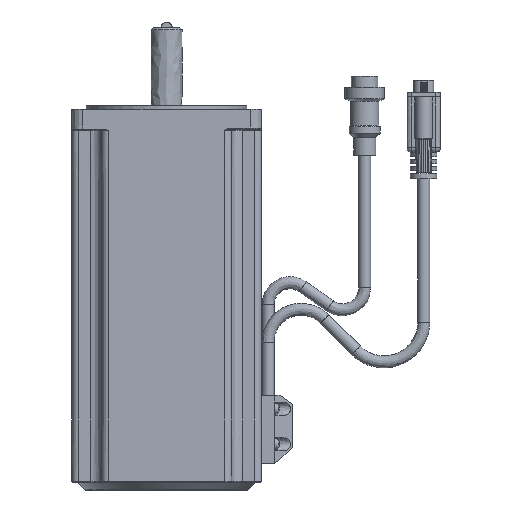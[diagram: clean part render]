
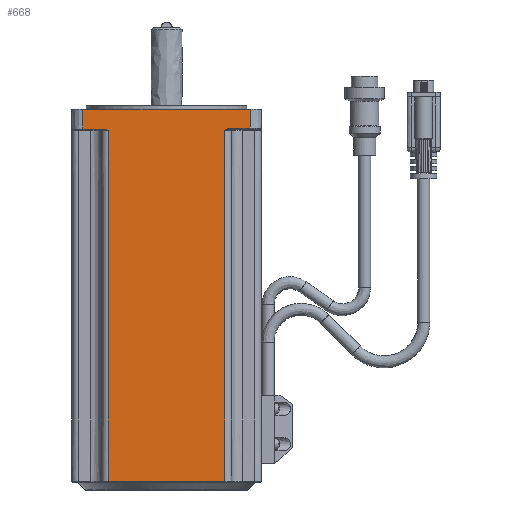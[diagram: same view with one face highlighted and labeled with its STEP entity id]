
A CAD part, left-side view. The second image highlights one B-rep face of the part: STEP entity #668.
In plain terms, the highlighted free-form (B-spline) face has degree [1, 1] with [2, 2] control points.
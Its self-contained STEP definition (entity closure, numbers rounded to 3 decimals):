
#271 = VERTEX_POINT('',#272);
#272 = CARTESIAN_POINT('',(-44.016,38.889,
    173.191));
#281 = EDGE_CURVE('',#271,#282,#284,.T.);
#282 = VERTEX_POINT('',#283);
#283 = CARTESIAN_POINT('',(-44.016,-38.889,
    173.191));
#284 = B_SPLINE_CURVE_WITH_KNOTS('',1,(#285,#286),.UNSPECIFIED.,.F.,.F.,
  (2,2),(5.,80.85),.PIECEWISE_BEZIER_KNOTS.);
#285 = CARTESIAN_POINT('',(-44.016,38.889,
    173.191));
#286 = CARTESIAN_POINT('',(-44.016,-38.889,
    173.191));
#668 = ADVANCED_FACE('',(#669),#776,.F.);
#669 = FACE_BOUND('',#670,.T.);
#670 = EDGE_LOOP('',(#671,#682,#691,#709,#716,#723,#724,#733,#740,#751,
    #760,#769));
#671 = ORIENTED_EDGE('',*,*,#672,.T.);
#672 = EDGE_CURVE('',#673,#675,#677,.T.);
#673 = VERTEX_POINT('',#674);
#674 = CARTESIAN_POINT('',(-44.016,-27.096,
    163.45));
#675 = VERTEX_POINT('',#676);
#676 = CARTESIAN_POINT('',(-44.015,-27.176,
    163.485));
#677 = B_SPLINE_CURVE_WITH_KNOTS('',3,(#678,#679,#680,#681),
  .UNSPECIFIED.,.F.,.F.,(4,4),(0.,1.),.PIECEWISE_BEZIER_KNOTS.);
#678 = CARTESIAN_POINT('',(-44.016,-27.096,
    163.45));
#679 = CARTESIAN_POINT('',(-44.016,-27.123,
    163.462));
#680 = CARTESIAN_POINT('',(-44.016,-27.149,
    163.473));
#681 = CARTESIAN_POINT('',(-44.016,-27.176,
    163.485));
#682 = ORIENTED_EDGE('',*,*,#683,.T.);
#683 = EDGE_CURVE('',#675,#684,#686,.T.);
#684 = VERTEX_POINT('',#685);
#685 = CARTESIAN_POINT('',(-44.016,-27.162,
    163.519));
#686 = B_SPLINE_CURVE_WITH_KNOTS('',3,(#687,#688,#689,#690),
  .UNSPECIFIED.,.F.,.F.,(4,4),(0.,1.),.PIECEWISE_BEZIER_KNOTS.);
#687 = CARTESIAN_POINT('',(-44.016,-27.176,
    163.485));
#688 = CARTESIAN_POINT('',(-44.016,-27.172,
    163.496));
#689 = CARTESIAN_POINT('',(-44.016,-27.167,
    163.508));
#690 = CARTESIAN_POINT('',(-44.016,-27.162,
    163.519));
#691 = ORIENTED_EDGE('',*,*,#692,.T.);
#692 = EDGE_CURVE('',#684,#693,#695,.T.);
#693 = VERTEX_POINT('',#694);
#694 = CARTESIAN_POINT('',(-44.016,-29.608,
    164.475));
#695 = B_SPLINE_CURVE_WITH_KNOTS('',3,(#696,#697,#698,#699,#700,#701,
    #702,#703,#704,#705,#706,#707,#708),.UNSPECIFIED.,.F.,.F.,(4,3,3,3,4
    ),(0.,0.083,0.39,0.689,1.),
  .UNSPECIFIED.);
#696 = CARTESIAN_POINT('',(-44.016,-27.162,
    163.519));
#697 = CARTESIAN_POINT('',(-44.016,-27.23,
    163.547));
#698 = CARTESIAN_POINT('',(-44.016,-27.296,
    163.58));
#699 = CARTESIAN_POINT('',(-44.016,-27.36,
    163.617));
#700 = CARTESIAN_POINT('',(-44.016,-27.595,
    163.754));
#701 = CARTESIAN_POINT('',(-44.016,-27.825,
    163.901));
#702 = CARTESIAN_POINT('',(-44.016,-28.066,
    164.026));
#703 = CARTESIAN_POINT('',(-44.016,-28.302,
    164.149));
#704 = CARTESIAN_POINT('',(-44.016,-28.546,
    164.258));
#705 = CARTESIAN_POINT('',(-44.016,-28.799,
    164.339));
#706 = CARTESIAN_POINT('',(-44.016,-29.059,
    164.422));
#707 = CARTESIAN_POINT('',(-44.016,-29.334,
    164.475));
#708 = CARTESIAN_POINT('',(-44.016,-29.608,
    164.475));
#709 = ORIENTED_EDGE('',*,*,#710,.T.);
#710 = EDGE_CURVE('',#693,#711,#713,.T.);
#711 = VERTEX_POINT('',#712);
#712 = CARTESIAN_POINT('',(-44.016,-38.889,
    164.475));
#713 = B_SPLINE_CURVE_WITH_KNOTS('',1,(#714,#715),.UNSPECIFIED.,.F.,.F.,
  (2,2),(58.299,67.35),.PIECEWISE_BEZIER_KNOTS.);
#714 = CARTESIAN_POINT('',(-44.016,-29.608,
    164.475));
#715 = CARTESIAN_POINT('',(-44.016,-38.889,
    164.475));
#716 = ORIENTED_EDGE('',*,*,#717,.T.);
#717 = EDGE_CURVE('',#711,#282,#718,.T.);
#718 = B_SPLINE_CURVE_WITH_KNOTS('',3,(#719,#720,#721,#722),
  .UNSPECIFIED.,.F.,.F.,(4,4),(0.,1.),.PIECEWISE_BEZIER_KNOTS.);
#719 = CARTESIAN_POINT('',(-44.016,-38.889,
    164.475));
#720 = CARTESIAN_POINT('',(-44.016,-38.889,
    167.381));
#721 = CARTESIAN_POINT('',(-44.016,-38.889,
    170.286));
#722 = CARTESIAN_POINT('',(-44.016,-38.889,
    173.191));
#723 = ORIENTED_EDGE('',*,*,#281,.F.);
#724 = ORIENTED_EDGE('',*,*,#725,.T.);
#725 = EDGE_CURVE('',#271,#726,#728,.T.);
#726 = VERTEX_POINT('',#727);
#727 = CARTESIAN_POINT('',(-44.016,38.889,
    163.963));
#728 = B_SPLINE_CURVE_WITH_KNOTS('',3,(#729,#730,#731,#732),
  .UNSPECIFIED.,.F.,.F.,(4,4),(0.,1.),.PIECEWISE_BEZIER_KNOTS.);
#729 = CARTESIAN_POINT('',(-44.016,38.889,
    173.191));
#730 = CARTESIAN_POINT('',(-44.016,38.889,
    170.115));
#731 = CARTESIAN_POINT('',(-44.016,38.889,
    167.039));
#732 = CARTESIAN_POINT('',(-44.016,38.889,
    163.963));
#733 = ORIENTED_EDGE('',*,*,#734,.T.);
#734 = EDGE_CURVE('',#726,#735,#737,.T.);
#735 = VERTEX_POINT('',#736);
#736 = CARTESIAN_POINT('',(-44.016,28.944,
    163.963));
#737 = B_SPLINE_CURVE_WITH_KNOTS('',1,(#738,#739),.UNSPECIFIED.,.F.,.F.,
  (2,2),(5.,14.698),.PIECEWISE_BEZIER_KNOTS.);
#738 = CARTESIAN_POINT('',(-44.016,38.889,
    163.963));
#739 = CARTESIAN_POINT('',(-44.016,28.944,
    163.963));
#740 = ORIENTED_EDGE('',*,*,#741,.T.);
#741 = EDGE_CURVE('',#735,#742,#744,.T.);
#742 = VERTEX_POINT('',#743);
#743 = CARTESIAN_POINT('',(-44.015,27.096,
    163.45));
#744 = B_SPLINE_CURVE_WITH_KNOTS('',3,(#745,#746,#747,#748,#749,#750),
  .UNSPECIFIED.,.F.,.F.,(4,2,4),(0.,0.5,1.),.UNSPECIFIED.);
#745 = CARTESIAN_POINT('',(-44.016,28.944,
    163.963));
#746 = CARTESIAN_POINT('',(-44.016,28.677,
    163.963));
#747 = CARTESIAN_POINT('',(-44.016,28.313,
    163.89));
#748 = CARTESIAN_POINT('',(-44.016,27.684,
    163.691));
#749 = CARTESIAN_POINT('',(-44.016,27.383,
    163.578));
#750 = CARTESIAN_POINT('',(-44.016,27.096,
    163.45));
#751 = ORIENTED_EDGE('',*,*,#752,.T.);
#752 = EDGE_CURVE('',#742,#753,#755,.T.);
#753 = VERTEX_POINT('',#754);
#754 = CARTESIAN_POINT('',(-44.016,27.096,
    0.513));
#755 = B_SPLINE_CURVE_WITH_KNOTS('',3,(#756,#757,#758,#759),
  .UNSPECIFIED.,.F.,.F.,(4,4),(0.,1.),.PIECEWISE_BEZIER_KNOTS.);
#756 = CARTESIAN_POINT('',(-44.016,27.096,
    163.45));
#757 = CARTESIAN_POINT('',(-44.016,27.096,
    109.138));
#758 = CARTESIAN_POINT('',(-44.016,27.096,
    54.825));
#759 = CARTESIAN_POINT('',(-44.016,27.096,
    0.513));
#760 = ORIENTED_EDGE('',*,*,#761,.T.);
#761 = EDGE_CURVE('',#753,#762,#764,.T.);
#762 = VERTEX_POINT('',#763);
#763 = CARTESIAN_POINT('',(-44.016,-27.096,
    0.513));
#764 = B_SPLINE_CURVE_WITH_KNOTS('',3,(#765,#766,#767,#768),
  .UNSPECIFIED.,.F.,.F.,(4,4),(0.,1.),.PIECEWISE_BEZIER_KNOTS.);
#765 = CARTESIAN_POINT('',(-44.016,27.096,
    0.513));
#766 = CARTESIAN_POINT('',(-44.016,9.032,0.513
    ));
#767 = CARTESIAN_POINT('',(-44.016,-9.032,
    0.513));
#768 = CARTESIAN_POINT('',(-44.016,-27.096,
    0.513));
#769 = ORIENTED_EDGE('',*,*,#770,.T.);
#770 = EDGE_CURVE('',#762,#673,#771,.T.);
#771 = B_SPLINE_CURVE_WITH_KNOTS('',3,(#772,#773,#774,#775),
  .UNSPECIFIED.,.F.,.F.,(4,4),(0.,1.),.PIECEWISE_BEZIER_KNOTS.);
#772 = CARTESIAN_POINT('',(-44.016,-27.096,
    0.513));
#773 = CARTESIAN_POINT('',(-44.016,-27.096,
    54.825));
#774 = CARTESIAN_POINT('',(-44.016,-27.096,
    109.138));
#775 = CARTESIAN_POINT('',(-44.016,-27.096,
    163.45));
#776 = B_SPLINE_SURFACE_WITH_KNOTS('',1,1,(
    (#777,#778)
    ,(#779,#780
    )),.UNSPECIFIED.,.F.,.F.,.F.,(2,2),(2,2),(-67.35,
    8.5),(-159.4,9.),.PIECEWISE_BEZIER_KNOTS.);
#777 = CARTESIAN_POINT('',(-44.016,-38.889,
    0.513));
#778 = CARTESIAN_POINT('',(-44.016,-38.889,
    173.191));
#779 = CARTESIAN_POINT('',(-44.016,38.889,
    0.513));
#780 = CARTESIAN_POINT('',(-44.016,38.889,
    173.191));
